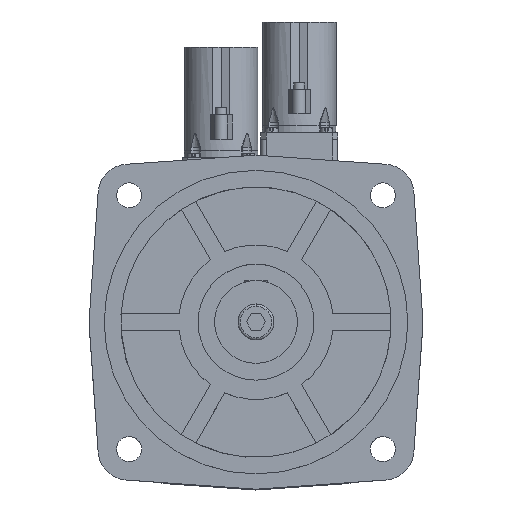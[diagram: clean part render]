
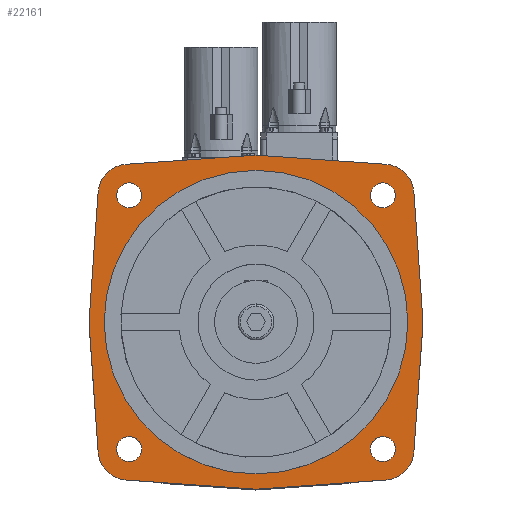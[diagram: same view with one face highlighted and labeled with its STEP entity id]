
A CAD part, top view. The second image highlights one B-rep face of the part: STEP entity #22161.
In plain terms, the highlighted planar face has unit normal (0, 0, 1).
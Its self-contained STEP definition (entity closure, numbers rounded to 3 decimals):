
#446=CARTESIAN_POINT('',(-46.24,46.24,0.));
#447=DIRECTION('',(0.,0.,1.));
#448=DIRECTION('',(-0.07,0.998,0.));
#449=AXIS2_PLACEMENT_3D('',#446,#447,#448);
#451=DIRECTION('',(-0.998,-0.07,0.));
#452=VECTOR('',#451,47.122);
#453=CARTESIAN_POINT('',(0.,60.5,0.));
#454=LINE('',#453,#452);
#455=DIRECTION('',(-0.998,0.07,0.));
#456=VECTOR('',#455,47.122);
#457=CARTESIAN_POINT('',(47.007,57.213,0.));
#458=LINE('',#457,#456);
#459=CARTESIAN_POINT('',(46.24,46.24,0.));
#460=DIRECTION('',(0.,0.,1.));
#461=DIRECTION('',(0.998,0.07,0.));
#462=AXIS2_PLACEMENT_3D('',#459,#460,#461);
#464=DIRECTION('',(-0.07,0.998,0.));
#465=VECTOR('',#464,47.122);
#466=CARTESIAN_POINT('',(60.5,0.,0.));
#467=LINE('',#466,#465);
#468=DIRECTION('',(0.07,0.998,0.));
#469=VECTOR('',#468,47.122);
#470=CARTESIAN_POINT('',(57.213,-47.007,0.));
#471=LINE('',#470,#469);
#472=CARTESIAN_POINT('',(46.24,-46.24,0.));
#473=DIRECTION('',(0.,0.,1.));
#474=DIRECTION('',(0.07,-0.998,0.));
#475=AXIS2_PLACEMENT_3D('',#472,#473,#474);
#477=DIRECTION('',(0.998,0.07,0.));
#478=VECTOR('',#477,47.122);
#479=CARTESIAN_POINT('',(0.,-60.5,0.));
#480=LINE('',#479,#478);
#481=DIRECTION('',(0.998,-0.07,0.));
#482=VECTOR('',#481,47.122);
#483=CARTESIAN_POINT('',(-47.007,-57.213,0.));
#484=LINE('',#483,#482);
#485=CARTESIAN_POINT('',(-46.24,-46.24,0.));
#486=DIRECTION('',(0.,0.,1.));
#487=DIRECTION('',(-0.998,-0.07,0.));
#488=AXIS2_PLACEMENT_3D('',#485,#486,#487);
#490=DIRECTION('',(0.07,-0.998,0.));
#491=VECTOR('',#490,47.122);
#492=CARTESIAN_POINT('',(-60.5,0.,0.));
#493=LINE('',#492,#491);
#494=DIRECTION('',(-0.07,-0.998,0.));
#495=VECTOR('',#494,47.122);
#496=CARTESIAN_POINT('',(-57.213,47.007,0.));
#497=LINE('',#496,#495);
#498=CARTESIAN_POINT('',(0.,0.,0.));
#499=DIRECTION('',(0.,0.,1.));
#500=DIRECTION('',(1.,0.,0.));
#501=AXIS2_PLACEMENT_3D('',#498,#499,#500);
#503=CARTESIAN_POINT('',(0.,0.,0.));
#504=DIRECTION('',(0.,0.,1.));
#505=DIRECTION('',(-1.,0.,0.));
#506=AXIS2_PLACEMENT_3D('',#503,#504,#505);
#508=CARTESIAN_POINT('',(45.962,45.962,0.));
#509=DIRECTION('',(0.,0.,1.));
#510=DIRECTION('',(0.707,0.707,0.));
#511=AXIS2_PLACEMENT_3D('',#508,#509,#510);
#513=CARTESIAN_POINT('',(45.962,45.962,0.));
#514=DIRECTION('',(0.,0.,1.));
#515=DIRECTION('',(-0.707,-0.707,0.));
#516=AXIS2_PLACEMENT_3D('',#513,#514,#515);
#518=CARTESIAN_POINT('',(-45.962,45.962,0.));
#519=DIRECTION('',(0.,0.,1.));
#520=DIRECTION('',(-0.707,0.707,0.));
#521=AXIS2_PLACEMENT_3D('',#518,#519,#520);
#523=CARTESIAN_POINT('',(-45.962,45.962,0.));
#524=DIRECTION('',(0.,0.,1.));
#525=DIRECTION('',(0.707,-0.707,0.));
#526=AXIS2_PLACEMENT_3D('',#523,#524,#525);
#528=CARTESIAN_POINT('',(-45.962,-45.962,0.));
#529=DIRECTION('',(0.,0.,1.));
#530=DIRECTION('',(-0.707,-0.707,0.));
#531=AXIS2_PLACEMENT_3D('',#528,#529,#530);
#533=CARTESIAN_POINT('',(-45.962,-45.962,0.));
#534=DIRECTION('',(0.,0.,1.));
#535=DIRECTION('',(0.707,0.707,0.));
#536=AXIS2_PLACEMENT_3D('',#533,#534,#535);
#538=CARTESIAN_POINT('',(45.962,-45.962,0.));
#539=DIRECTION('',(0.,0.,1.));
#540=DIRECTION('',(0.707,-0.707,0.));
#541=AXIS2_PLACEMENT_3D('',#538,#539,#540);
#543=CARTESIAN_POINT('',(45.962,-45.962,0.));
#544=DIRECTION('',(0.,0.,1.));
#545=DIRECTION('',(-0.707,0.707,0.));
#546=AXIS2_PLACEMENT_3D('',#543,#544,#545);
#18457=CARTESIAN_POINT('',(-47.007,57.213,0.));
#18458=CARTESIAN_POINT('',(-57.213,47.007,0.));
#18459=VERTEX_POINT('',#18457);
#18460=VERTEX_POINT('',#18458);
#18461=CARTESIAN_POINT('',(-60.5,0.,0.));
#18462=VERTEX_POINT('',#18461);
#18463=CARTESIAN_POINT('',(-57.213,-47.007,0.));
#18464=VERTEX_POINT('',#18463);
#18465=CARTESIAN_POINT('',(-47.007,-57.213,0.));
#18466=VERTEX_POINT('',#18465);
#18467=CARTESIAN_POINT('',(0.,-60.5,0.));
#18468=VERTEX_POINT('',#18467);
#18469=CARTESIAN_POINT('',(47.007,-57.213,0.));
#18470=VERTEX_POINT('',#18469);
#18471=CARTESIAN_POINT('',(57.213,-47.007,0.));
#18472=VERTEX_POINT('',#18471);
#18473=CARTESIAN_POINT('',(60.5,0.,0.));
#18474=VERTEX_POINT('',#18473);
#18475=CARTESIAN_POINT('',(57.213,47.007,0.));
#18476=VERTEX_POINT('',#18475);
#18477=CARTESIAN_POINT('',(47.007,57.213,0.));
#18478=VERTEX_POINT('',#18477);
#18479=CARTESIAN_POINT('',(0.,60.5,0.));
#18480=VERTEX_POINT('',#18479);
#18685=CARTESIAN_POINT('',(55.,0.,0.));
#18686=CARTESIAN_POINT('',(-55.,0.,0.));
#18687=VERTEX_POINT('',#18685);
#18688=VERTEX_POINT('',#18686);
#18693=CARTESIAN_POINT('',(49.144,49.144,0.));
#18694=CARTESIAN_POINT('',(42.78,42.78,0.));
#18695=VERTEX_POINT('',#18693);
#18696=VERTEX_POINT('',#18694);
#18701=CARTESIAN_POINT('',(-49.144,49.144,0.));
#18702=CARTESIAN_POINT('',(-42.78,42.78,0.));
#18703=VERTEX_POINT('',#18701);
#18704=VERTEX_POINT('',#18702);
#18709=CARTESIAN_POINT('',(-49.144,-49.144,0.));
#18710=CARTESIAN_POINT('',(-42.78,-42.78,0.));
#18711=VERTEX_POINT('',#18709);
#18712=VERTEX_POINT('',#18710);
#18717=CARTESIAN_POINT('',(49.144,-49.144,0.));
#18718=CARTESIAN_POINT('',(42.78,-42.78,0.));
#18719=VERTEX_POINT('',#18717);
#18720=VERTEX_POINT('',#18718);
#22112=CARTESIAN_POINT('',(-60.5,0.,0.));
#22113=DIRECTION('',(0.,0.,1.));
#22114=DIRECTION('',(1.,0.,0.));
#22115=AXIS2_PLACEMENT_3D('',#22112,#22113,#22114);
#22116=PLANE('',#22115);
#22117=ORIENTED_EDGE('',*,*,#21952,.F.);
#22118=ORIENTED_EDGE('',*,*,#21967,.F.);
#22119=ORIENTED_EDGE('',*,*,#21981,.F.);
#22120=ORIENTED_EDGE('',*,*,#21995,.F.);
#22121=ORIENTED_EDGE('',*,*,#22009,.F.);
#22122=ORIENTED_EDGE('',*,*,#22023,.F.);
#22123=ORIENTED_EDGE('',*,*,#22037,.F.);
#22124=ORIENTED_EDGE('',*,*,#22051,.F.);
#22125=ORIENTED_EDGE('',*,*,#22065,.F.);
#22126=ORIENTED_EDGE('',*,*,#22079,.F.);
#22127=ORIENTED_EDGE('',*,*,#22093,.F.);
#22128=ORIENTED_EDGE('',*,*,#22106,.F.);
#22129=EDGE_LOOP('',(#22117,#22118,#22119,#22120,#22121,#22122,#22123,#22124,
#22125,#22126,#22127,#22128));
#22130=FACE_OUTER_BOUND('',#22129,.F.);
#22132=ORIENTED_EDGE('',*,*,#22131,.T.);
#22134=ORIENTED_EDGE('',*,*,#22133,.T.);
#22135=EDGE_LOOP('',(#22132,#22134));
#22136=FACE_BOUND('',#22135,.F.);
#22138=ORIENTED_EDGE('',*,*,#22137,.T.);
#22140=ORIENTED_EDGE('',*,*,#22139,.T.);
#22141=EDGE_LOOP('',(#22138,#22140));
#22142=FACE_BOUND('',#22141,.F.);
#22144=ORIENTED_EDGE('',*,*,#22143,.T.);
#22146=ORIENTED_EDGE('',*,*,#22145,.T.);
#22147=EDGE_LOOP('',(#22144,#22146));
#22148=FACE_BOUND('',#22147,.F.);
#22150=ORIENTED_EDGE('',*,*,#22149,.T.);
#22152=ORIENTED_EDGE('',*,*,#22151,.T.);
#22153=EDGE_LOOP('',(#22150,#22152));
#22154=FACE_BOUND('',#22153,.F.);
#22156=ORIENTED_EDGE('',*,*,#22155,.T.);
#22158=ORIENTED_EDGE('',*,*,#22157,.T.);
#22159=EDGE_LOOP('',(#22156,#22158));
#22160=FACE_BOUND('',#22159,.F.);
#22161=ADVANCED_FACE('',(#22130,#22136,#22142,#22148,#22154,#22160),#22116,.T.);
#450=CIRCLE('',#449,11.);
#463=CIRCLE('',#462,11.);
#476=CIRCLE('',#475,11.);
#489=CIRCLE('',#488,11.);
#502=CIRCLE('',#501,55.);
#507=CIRCLE('',#506,55.);
#512=CIRCLE('',#511,4.5);
#517=CIRCLE('',#516,4.5);
#522=CIRCLE('',#521,4.5);
#527=CIRCLE('',#526,4.5);
#532=CIRCLE('',#531,4.5);
#537=CIRCLE('',#536,4.5);
#542=CIRCLE('',#541,4.5);
#547=CIRCLE('',#546,4.5);
#21952=EDGE_CURVE('',#18459,#18460,#450,.T.);
#21967=EDGE_CURVE('',#18480,#18459,#454,.T.);
#21981=EDGE_CURVE('',#18478,#18480,#458,.T.);
#21995=EDGE_CURVE('',#18476,#18478,#463,.T.);
#22009=EDGE_CURVE('',#18474,#18476,#467,.T.);
#22023=EDGE_CURVE('',#18472,#18474,#471,.T.);
#22037=EDGE_CURVE('',#18470,#18472,#476,.T.);
#22051=EDGE_CURVE('',#18468,#18470,#480,.T.);
#22065=EDGE_CURVE('',#18466,#18468,#484,.T.);
#22079=EDGE_CURVE('',#18464,#18466,#489,.T.);
#22093=EDGE_CURVE('',#18462,#18464,#493,.T.);
#22106=EDGE_CURVE('',#18460,#18462,#497,.T.);
#22131=EDGE_CURVE('',#18687,#18688,#502,.T.);
#22133=EDGE_CURVE('',#18688,#18687,#507,.T.);
#22137=EDGE_CURVE('',#18695,#18696,#512,.T.);
#22139=EDGE_CURVE('',#18696,#18695,#517,.T.);
#22143=EDGE_CURVE('',#18703,#18704,#522,.T.);
#22145=EDGE_CURVE('',#18704,#18703,#527,.T.);
#22149=EDGE_CURVE('',#18711,#18712,#532,.T.);
#22151=EDGE_CURVE('',#18712,#18711,#537,.T.);
#22155=EDGE_CURVE('',#18719,#18720,#542,.T.);
#22157=EDGE_CURVE('',#18720,#18719,#547,.T.);
